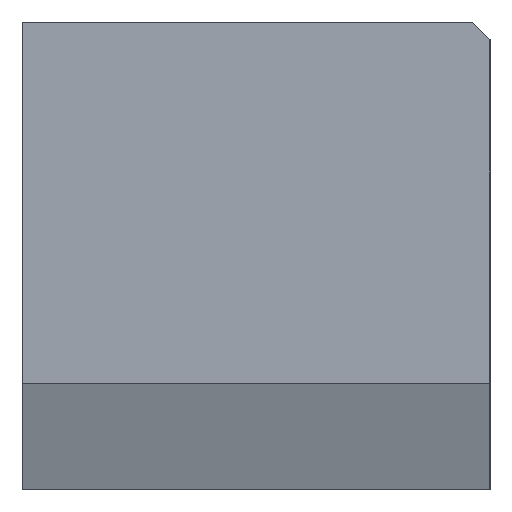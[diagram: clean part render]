
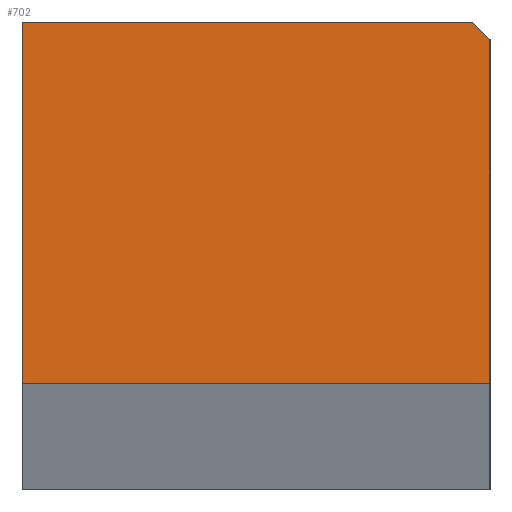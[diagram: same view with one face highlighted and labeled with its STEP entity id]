
A CAD part, left-side view. The second image highlights one B-rep face of the part: STEP entity #702.
In plain terms, the highlighted planar face has unit normal (-1, 0, 0).
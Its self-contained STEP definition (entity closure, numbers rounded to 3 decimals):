
#702=ADVANCED_FACE('NONE',(#1711),#1712,.F.);
#1711=FACE_OUTER_BOUND('',#3004,.T.);
#1712=PLANE('',#3005);
#3004=EDGE_LOOP('',(#5633,#5634,#5635,#5636,#5637));
#3005=AXIS2_PLACEMENT_3D('',#5638,#5639,#5640);
#5633=ORIENTED_EDGE('',*,*,#8079,.F.);
#5634=ORIENTED_EDGE('',*,*,#8991,.T.);
#5635=ORIENTED_EDGE('',*,*,#8992,.F.);
#5636=ORIENTED_EDGE('',*,*,#8724,.T.);
#5637=ORIENTED_EDGE('',*,*,#8993,.F.);
#5638=CARTESIAN_POINT('',(0.0,0.0,79.0));
#5639=DIRECTION('',(1.0,0.0,0.0));
#5640=DIRECTION('',(0.0,1.0,-0.0));
#8079=EDGE_CURVE('NONE',#9807,#9809,#9810,.T.);
#8724=EDGE_CURVE('NONE',#11096,#11094,#11097,.T.);
#8991=EDGE_CURVE('NONE',#9807,#11367,#11368,.T.);
#8992=EDGE_CURVE('NONE',#11096,#11367,#11369,.T.);
#8993=EDGE_CURVE('NONE',#9809,#11094,#11370,.T.);
#9807=VERTEX_POINT('NONE',#12253);
#9809=VERTEX_POINT('NONE',#12256);
#9810=LINE('',#12257,#12258);
#11094=VERTEX_POINT('NONE',#14182);
#11096=VERTEX_POINT('NONE',#14185);
#11097=LINE('',#14186,#14187);
#11367=VERTEX_POINT('NONE',#14623);
#11368=LINE('',#14624,#14625);
#11369=LINE('',#14626,#14627);
#11370=LINE('',#14628,#14629);
#12253=CARTESIAN_POINT('',(0.0,0.,76.));
#12256=CARTESIAN_POINT('',(0.0,0.0,18.));
#12257=CARTESIAN_POINT('',(0.0,0.0,79.0));
#12258=VECTOR('',#15616,1000.0);
#14182=CARTESIAN_POINT('',(0.0,79.0,18.));
#14185=CARTESIAN_POINT('',(0.0,79.0,79.0));
#14186=CARTESIAN_POINT('',(0.0,79.0,79.0));
#14187=VECTOR('',#16264,1000.0);
#14623=CARTESIAN_POINT('',(0.0,3.,79.0));
#14624=CARTESIAN_POINT('',(0.0,3.,79.0));
#14625=VECTOR('',#16485,1000.0);
#14626=CARTESIAN_POINT('',(0.0,0.0,79.0));
#14627=VECTOR('',#16486,1000.0);
#14628=CARTESIAN_POINT('',(0.0,0.0,18.));
#14629=VECTOR('',#16487,1000.0);
#15616=DIRECTION('',(-0.0,-0.0,-1.0));
#16264=DIRECTION('',(-0.0,-0.0,-1.0));
#16485=DIRECTION('',(-0.0,0.707,0.707));
#16486=DIRECTION('',(-0.0,-1.0,-0.0));
#16487=DIRECTION('',(0.0,1.0,0.0));
